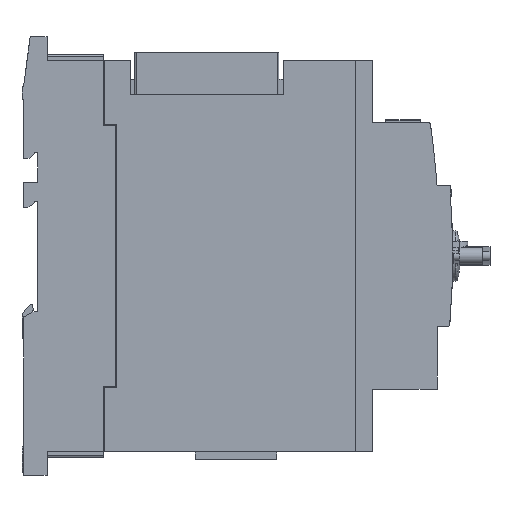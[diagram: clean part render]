
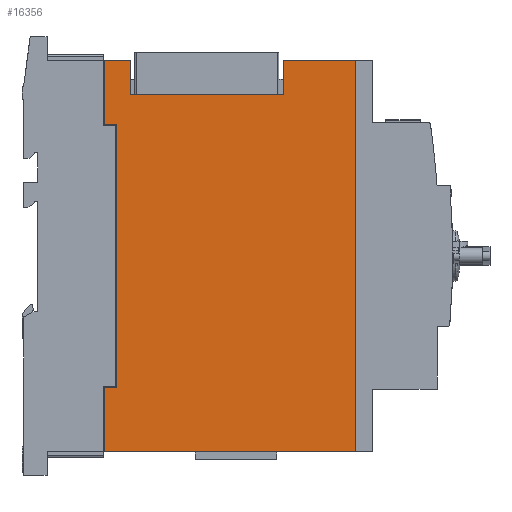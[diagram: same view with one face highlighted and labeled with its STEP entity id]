
A CAD part, left-side view. The second image highlights one B-rep face of the part: STEP entity #16356.
In plain terms, the highlighted planar face has unit normal (-1, 0, 0).
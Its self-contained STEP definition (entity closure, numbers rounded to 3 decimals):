
#6116=VERTEX_POINT('',#17765);
#6666=VERTEX_POINT('',#18368);
#6668=VERTEX_POINT('',#18370);
#7066=EDGE_CURVE('',#6668,#11128,#18806,.T.);
#7744=EDGE_CURVE('',#17330,#6668,#19557,.T.);
#8534=EDGE_CURVE('',#16954,#9406,#20427,.T.);
#8720=EDGE_CURVE('',#10106,#9406,#20632,.T.);
#9118=EDGE_CURVE('',#11576,#13200,#21064,.T.);
#9184=VERTEX_POINT('',#21134);
#9406=VERTEX_POINT('',#21373);
#9470=EDGE_CURVE('',#11128,#14224,#21446,.T.);
#10106=VERTEX_POINT('',#22153);
#11128=VERTEX_POINT('',#23291);
#11130=EDGE_CURVE('',#14514,#6666,#23293,.T.);
#11576=VERTEX_POINT('',#23783);
#11968=EDGE_CURVE('',#14514,#13200,#24206,.T.);
#12104=EDGE_CURVE('',#14702,#17330,#24355,.T.);
#12650=EDGE_CURVE('',#6666,#16954,#24947,.T.);
#13178=EDGE_CURVE('',#14224,#6116,#25516,.T.);
#13200=VERTEX_POINT('',#25539);
#14224=VERTEX_POINT('',#26664);
#14514=VERTEX_POINT('',#26979);
#14702=VERTEX_POINT('',#27179);
#15330=EDGE_CURVE('',#11576,#14702,#27865,.T.);
#16032=EDGE_CURVE('',#10106,#9184,#28625,.T.);
#16356=ADVANCED_FACE('',(#28980),#28981,.F.);
#16954=VERTEX_POINT('',#29641);
#17076=EDGE_CURVE('',#6116,#9184,#29773,.T.);
#17330=VERTEX_POINT('',#30053);
#17765=CARTESIAN_POINT('',(-27.375,-106.0,-62.499));
#18368=CARTESIAN_POINT('',(-27.375,-29.7,42.0));
#18370=CARTESIAN_POINT('',(-27.375,-82.95,62.5));
#18806=LINE('',#32316,#32317);
#19557=LINE('',#33415,#33416);
#20427=LINE('',#34686,#34687);
#20632=LINE('',#34993,#34994);
#21064=LINE('',#35630,#35631);
#21134=CARTESIAN_POINT('',(-27.375,-106.0,-62.5));
#21373=CARTESIAN_POINT('',(-27.375,-25.7,-42.0));
#21446=LINE('',#36201,#36202);
#22153=CARTESIAN_POINT('',(-27.375,-25.7,-62.5));
#23291=CARTESIAN_POINT('',(-27.375,-106.0,62.5));
#23293=LINE('',#39014,#39015);
#23783=CARTESIAN_POINT('',(-27.375,-34.05,62.5));
#24206=LINE('',#40433,#40434);
#24355=LINE('',#40663,#40664);
#24947=LINE('',#41747,#41748);
#25516=LINE('',#42626,#42627);
#25539=CARTESIAN_POINT('',(-27.375,-25.7,62.5));
#26664=CARTESIAN_POINT('',(-27.375,-106.0,62.499));
#26979=CARTESIAN_POINT('',(-27.375,-25.7,42.0));
#27179=CARTESIAN_POINT('',(-27.375,-34.05,51.5));
#27865=LINE('',#46259,#46260);
#28625=LINE('',#47494,#47495);
#28980=FACE_OUTER_BOUND('',#48035,.T.);
#28981=PLANE('',#48036);
#29641=CARTESIAN_POINT('',(-27.375,-29.7,-42.0));
#29773=LINE('',#49242,#49243);
#30053=CARTESIAN_POINT('',(-27.375,-82.95,51.5));
#32316=CARTESIAN_POINT('',(-27.375,-94.475,62.5));
#32317=VECTOR('',#51297,1.0);
#33415=CARTESIAN_POINT('',(-27.375,-82.95,0.85));
#33416=VECTOR('',#52177,1.0);
#34686=CARTESIAN_POINT('',(-27.375,-29.788,-42.0));
#34687=VECTOR('',#53136,1.0);
#34993=CARTESIAN_POINT('',(-27.375,-25.7,0.0));
#34994=VECTOR('',#53353,1.0);
#35630=CARTESIAN_POINT('',(-27.375,-29.875,62.5));
#35631=VECTOR('',#53786,1.0);
#36201=CARTESIAN_POINT('',(-27.375,-106.0,0.85));
#36202=VECTOR('',#54175,1.0);
#39014=CARTESIAN_POINT('',(-27.375,-27.788,42.0));
#39015=VECTOR('',#56524,1.0);
#40433=CARTESIAN_POINT('',(-27.375,-25.7,0.0));
#40434=VECTOR('',#57501,1.0);
#40663=CARTESIAN_POINT('',(-27.375,-25.7,51.5));
#40664=VECTOR('',#57650,1.0);
#41747=CARTESIAN_POINT('',(-27.375,-29.7,21.0));
#41748=VECTOR('',#58320,1.0);
#42626=CARTESIAN_POINT('',(-27.375,-106.0,0.85));
#42627=VECTOR('',#58880,1.0);
#46259=CARTESIAN_POINT('',(-27.375,-34.05,0.0));
#46260=VECTOR('',#61517,1.0);
#47494=CARTESIAN_POINT('',(-27.375,-25.7,-62.5));
#47495=VECTOR('',#62265,1.0);
#48035=EDGE_LOOP('',(#62626,#62627,#62628,#62629,#62630,#62631,#62632,#62633,#62634,#62635,#62636,#62637,#62638,#62639));
#48036=AXIS2_PLACEMENT_3D('',#62640,#62641,#62642);
#49242=CARTESIAN_POINT('',(-27.375,-106.0,0.85));
#49243=VECTOR('',#63438,1.0);
#51297=DIRECTION('',(0.0,-1.0,0.0));
#52177=DIRECTION('',(0.0,0.0,1.0));
#53136=DIRECTION('',(-0.0,1.0,0.0));
#53353=DIRECTION('',(0.0,0.0,1.0));
#53786=DIRECTION('',(0.0,1.0,0.0));
#54175=DIRECTION('',(0.0,0.0,-1.0));
#56524=DIRECTION('',(0.0,-1.0,0.0));
#57501=DIRECTION('',(0.0,0.0,1.0));
#57650=DIRECTION('',(0.0,-1.0,0.0));
#58320=DIRECTION('',(0.0,0.0,-1.0));
#58880=DIRECTION('',(0.0,0.0,-1.0));
#61517=DIRECTION('',(0.0,0.0,-1.0));
#62265=DIRECTION('',(0.0,-1.0,0.0));
#62626=ORIENTED_EDGE('',*,*,#8534,.T.);
#62627=ORIENTED_EDGE('',*,*,#8720,.F.);
#62628=ORIENTED_EDGE('',*,*,#16032,.T.);
#62629=ORIENTED_EDGE('',*,*,#17076,.F.);
#62630=ORIENTED_EDGE('',*,*,#13178,.F.);
#62631=ORIENTED_EDGE('',*,*,#9470,.F.);
#62632=ORIENTED_EDGE('',*,*,#7066,.F.);
#62633=ORIENTED_EDGE('',*,*,#7744,.F.);
#62634=ORIENTED_EDGE('',*,*,#12104,.F.);
#62635=ORIENTED_EDGE('',*,*,#15330,.F.);
#62636=ORIENTED_EDGE('',*,*,#9118,.T.);
#62637=ORIENTED_EDGE('',*,*,#11968,.F.);
#62638=ORIENTED_EDGE('',*,*,#11130,.T.);
#62639=ORIENTED_EDGE('',*,*,#12650,.T.);
#62640=CARTESIAN_POINT('',(-27.375,-29.875,0.0));
#62641=DIRECTION('',(1.0,0.0,0.0));
#62642=DIRECTION('',(0.0,1.0,0.0));
#63438=DIRECTION('',(0.0,0.0,-1.0));
